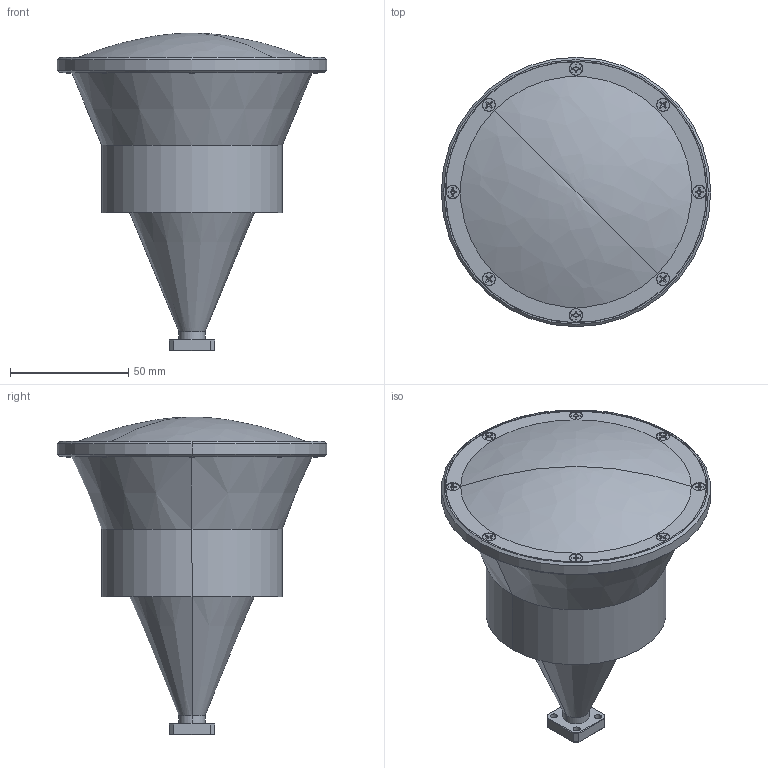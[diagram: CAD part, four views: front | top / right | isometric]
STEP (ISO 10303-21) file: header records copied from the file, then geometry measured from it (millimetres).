
FILE_DESCRIPTION (( 'STEP AP203' ), '1' );
FILE_NAME ('SAQ-273085-315-S1.STEP', '2019-03-05T00:54:16', ( '' ), ( '' ), 'SwSTEP 2.0', 'SolidWorks 2016', '' );
FILE_SCHEMA (( 'CONFIG_CONTROL_DESIGN' ));
Length unit declared in the file: inch
Products named in the file (1): SAQ-273085-315-S1
Bounding box: 113.79 x 113.79 x 134.16 mm (x, y, z)
Surface area: 52492.4 mm2 (no closed solid volume)
Topology: 0 solids, 18 shells, 234 faces, 802 edges, 559 vertices
Faces by surface type: plane 136, cone 60, cylinder 36, bspline 2
Entity records: 8976 total; most frequent: CARTESIAN_POINT 2214, DIRECTION 1360, ORIENTED_EDGE 1262, EDGE_CURVE 788, VERTEX_POINT 559, AXIS2_PLACEMENT_3D 497, LINE 366, VECTOR 366
